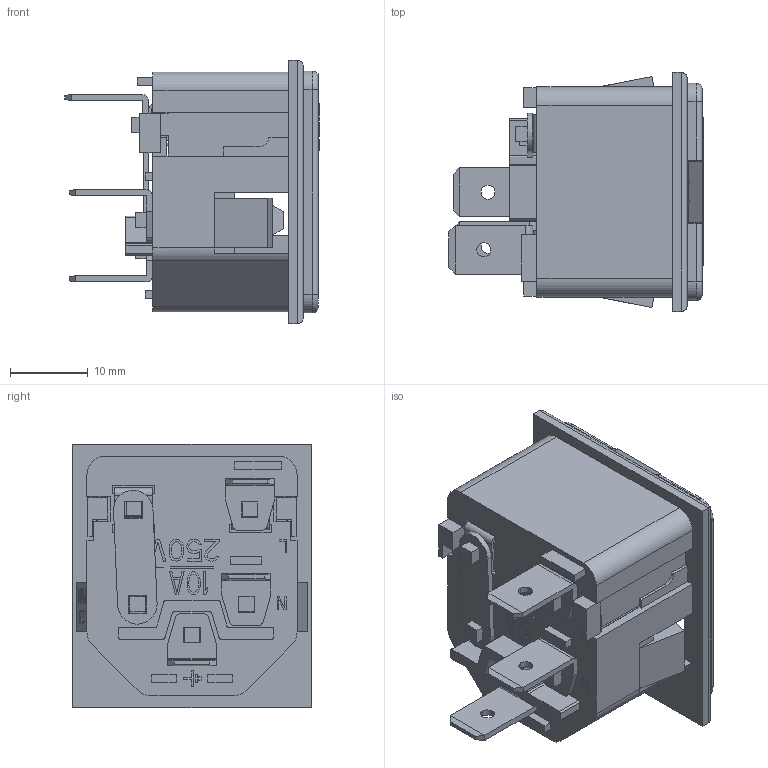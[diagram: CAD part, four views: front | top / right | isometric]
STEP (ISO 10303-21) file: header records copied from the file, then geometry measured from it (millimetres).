
FILE_DESCRIPTION (( 'STEP AP214' ), '1' );
FILE_NAME ('ACM-C4-N30Q6F-LC_3D.step', '2023-09-12T10:02:21', ( '' ), ( '' ), 'SwSTEP 2.0', 'SolidWorks 2022', '' );
FILE_SCHEMA (( 'AUTOMOTIVE_DESIGN' ));
Length unit declared in the file: millimetre
Products named in the file (1): ACM-C4-N30Q6F-LC_3D
Bounding box: 32.76 x 30.73 x 33.91 mm (x, y, z)
Volume: 7690.2 mm3; surface area: 12611.1 mm2
Topology: 13 solids, 13 shells, 1491 faces, 4198 edges, 2778 vertices
Faces by surface type: plane 1344, cylinder 143, torus 4
Entity records: 47682 total; most frequent: CARTESIAN_POINT 8598, ORIENTED_EDGE 8396, DIRECTION 7470, EDGE_CURVE 4198, VECTOR 3898, LINE 3898, VERTEX_POINT 2778, AXIS2_PLACEMENT_3D 1786
